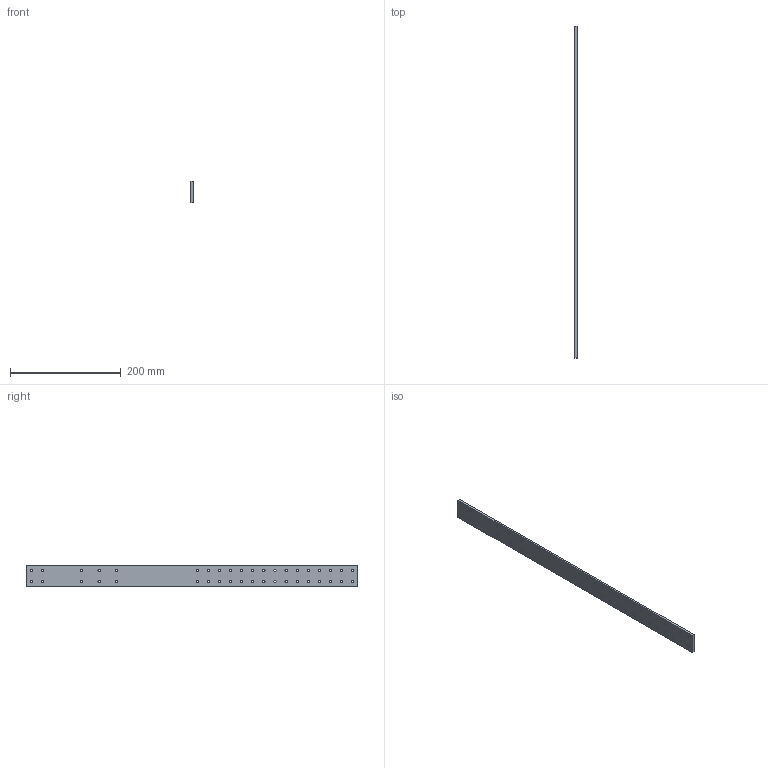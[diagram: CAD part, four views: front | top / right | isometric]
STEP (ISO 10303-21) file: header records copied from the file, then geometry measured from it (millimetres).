
FILE_DESCRIPTION (( 'STEP AP214' ), '1' );
FILE_NAME ('collar - cheetah collar.STEP', '2020-08-25T09:38:48', ( '' ), ( '' ), 'SwSTEP 2.0', 'SolidWorks 2016', '' );
FILE_SCHEMA (( 'AUTOMOTIVE_DESIGN' ));
Length unit declared in the file: millimetre
Products named in the file (1): collar - cheetah collar
Bounding box: 3.81 x 600 x 38 mm (x, y, z)
Volume: 84952.9 mm3; surface area: 51371.4 mm2
Topology: 1 solids, 1 shells, 86 faces, 252 edges, 168 vertices
Faces by surface type: cylinder 80, plane 6
Entity records: 3150 total; most frequent: DIRECTION 586, CARTESIAN_POINT 507, ORIENTED_EDGE 504, EDGE_CURVE 252, AXIS2_PLACEMENT_3D 247, VERTEX_POINT 168, EDGE_LOOP 166, CIRCLE 160
